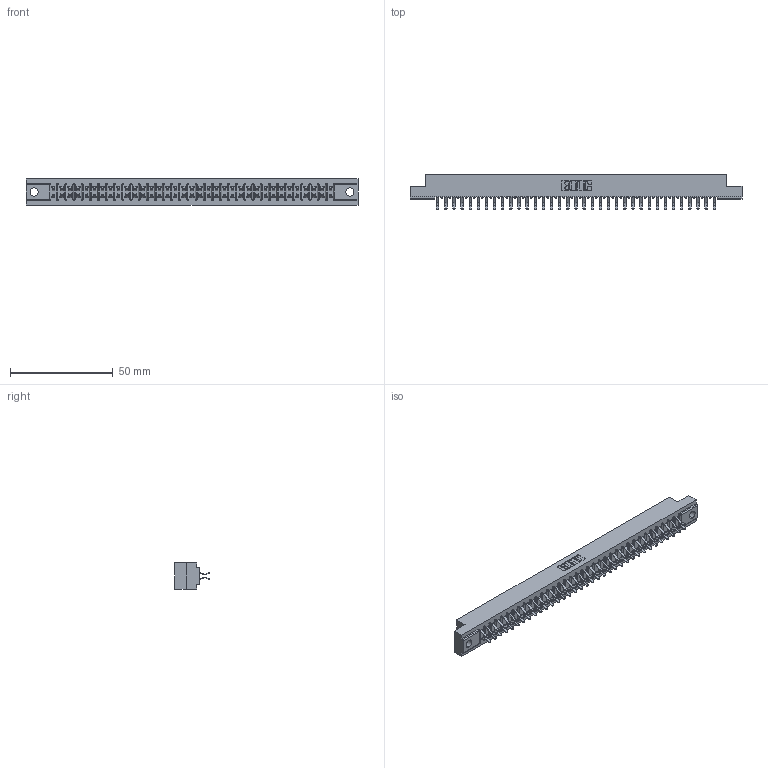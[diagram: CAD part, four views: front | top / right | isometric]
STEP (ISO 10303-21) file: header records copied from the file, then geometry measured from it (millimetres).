
FILE_DESCRIPTION (( 'STEP AP203' ), '1' );
FILE_NAME ('357-070-456-204.STEP', '2020-10-04T21:23:45', ( '' ), ( '' ), 'SwSTEP 2.0', 'SolidWorks 2020', '' );
FILE_SCHEMA (( 'CONFIG_CONTROL_DESIGN' ));
Length unit declared in the file: inch
Products named in the file (3): 307-290-001_556; 307 Part_.156 Dia Mounting Holes; 357-070-456-204
Assembly tree (71 placements, depth 2):
  357-070-456-204
    307 Part_.156 Dia Mounting Holes
    307-290-001_556  x70
Bounding box: 161.7 x 16.97 x 12.7 mm (x, y, z)
Volume: 17026.3 mm3; surface area: 20340.4 mm2
Topology: 71 solids, 71 shells, 3668 faces, 10299 edges, 6674 vertices
Faces by surface type: plane 2394, cylinder 1202, sphere 72
Entity records: 32510 total; most frequent: CARTESIAN_POINT 5325, ORIENTED_EDGE 5274, DIRECTION 5211, EDGE_CURVE 2637, VECTOR 2027, LINE 2027, VERTEX_POINT 1706, AXIS2_PLACEMENT_3D 1592
